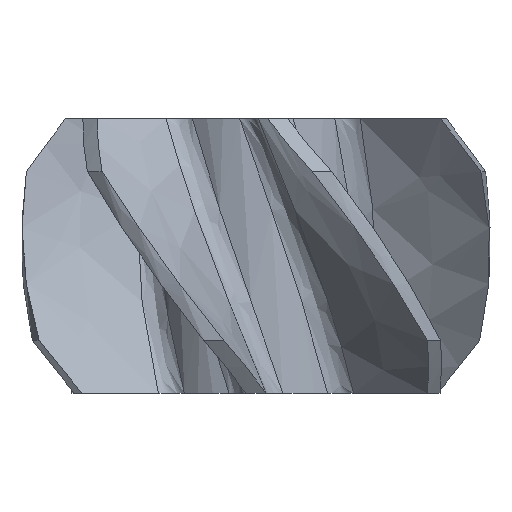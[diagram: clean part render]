
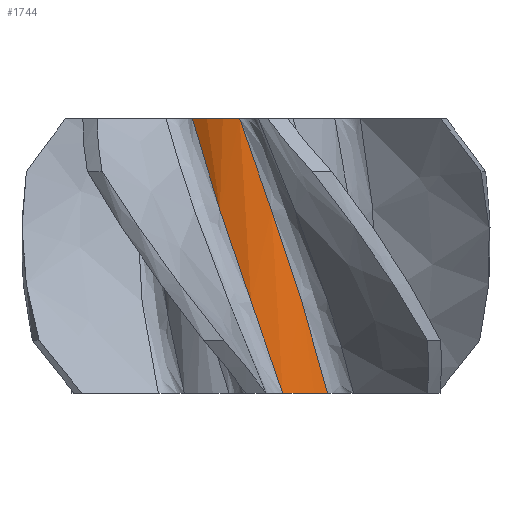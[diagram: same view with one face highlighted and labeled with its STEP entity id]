
A CAD part, front view. The second image highlights one B-rep face of the part: STEP entity #1744.
In plain terms, the highlighted cylindrical face has radius 10 mm (diameter 20 mm), a partial arc.
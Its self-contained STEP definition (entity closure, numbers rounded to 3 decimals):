
#158 = CARTESIAN_POINT ( 'NONE',  ( 0.698, -9.983, 5.629 ) ) ;
#195 = VERTEX_POINT ( 'NONE', #3731 ) ;
#483 = CARTESIAN_POINT ( 'NONE',  ( 7.039, -7.103, 0. ) ) ;
#1251 = ORIENTED_EDGE ( 'NONE', *, *, #4497, .T. ) ;
#1382 = CARTESIAN_POINT ( 'NONE',  ( 7.039, -7.103, 0. ) ) ;
#1424 = CARTESIAN_POINT ( 'NONE',  ( 2.298, -9.764, 15.752 ) ) ;
#1507 = CARTESIAN_POINT ( 'NONE',  ( 0., 0., 27. ) ) ;
#1680 = CARTESIAN_POINT ( 'NONE',  ( 1.867, -9.832, 2.252 ) ) ;
#1744 = ADVANCED_FACE ( 'NONE', ( #2200 ), #4674, .T. ) ;
#1870 = CIRCLE ( 'NONE', #3865, 10. ) ;
#1905 = CARTESIAN_POINT ( 'NONE',  ( 4.516, -8.957, 9. ) ) ;
#1930 = CARTESIAN_POINT ( 'NONE',  ( 3.796, -9.285, 11.249 ) ) ;
#1948 = CIRCLE ( 'NONE', #2674, 10. ) ;
#2077 = VERTEX_POINT ( 'NONE', #483 ) ;
#2200 = FACE_OUTER_BOUND ( 'NONE', #5285, .T. ) ;
#2278 = CARTESIAN_POINT ( 'NONE',  ( 0., 0., 55.284 ) ) ;
#2444 = CARTESIAN_POINT ( 'NONE',  ( 0., 0., 0. ) ) ;
#2459 = CARTESIAN_POINT ( 'NONE',  ( 1.523, -9.914, 17.999 ) ) ;
#2490 = CARTESIAN_POINT ( 'NONE',  ( -6.258, -7.8, 27. ) ) ;
#2496 = ORIENTED_EDGE ( 'NONE', *, *, #4085, .F. ) ;
#2527 = B_SPLINE_CURVE_WITH_KNOTS ( 'NONE', 3,
 ( #5374, #6466, #2716, #4877, #4854, #3776, #4363, #158, #4898, #1680, #4388, #6449 ),
 .UNSPECIFIED., .F., .F.,
 ( 4, 2, 2, 2, 2, 4 ),
 ( 0., 0.007, 0.014, 0.021, 0.025, 0.029 ),
 .UNSPECIFIED. ) ;
#2592 = AXIS2_PLACEMENT_3D ( 'NONE', #2278, #4983, #6579 ) ;
#2644 = ORIENTED_EDGE ( 'NONE', *, *, #3045, .T. ) ;
#2674 = AXIS2_PLACEMENT_3D ( 'NONE', #2444, #3989, #4564 ) ;
#2716 = CARTESIAN_POINT ( 'NONE',  ( -4.973, -8.711, 22.497 ) ) ;
#2989 = CARTESIAN_POINT ( 'NONE',  ( -0.829, -9.973, 24.748 ) ) ;
#3045 = EDGE_CURVE ( 'NONE', #195, #4225, #1870, .T. ) ;
#3731 = CARTESIAN_POINT ( 'NONE',  ( -1.61, -9.87, 27. ) ) ;
#3776 = CARTESIAN_POINT ( 'NONE',  ( -1.265, -9.951, 11.249 ) ) ;
#3865 = AXIS2_PLACEMENT_3D ( 'NONE', #1507, #5262, #5797 ) ;
#3989 = DIRECTION ( 'NONE',  ( 0., 0., -1. ) ) ;
#4048 = CARTESIAN_POINT ( 'NONE',  ( 0.35, -10.002, 21.371 ) ) ;
#4085 = EDGE_CURVE ( 'NONE', #2077, #5404, #1948, .T. ) ;
#4225 = VERTEX_POINT ( 'NONE', #2490 ) ;
#4363 = CARTESIAN_POINT ( 'NONE',  ( -0.478, -10.019, 9.002 ) ) ;
#4388 = CARTESIAN_POINT ( 'NONE',  ( 2.252, -9.751, 1.126 ) ) ;
#4497 = EDGE_CURVE ( 'NONE', #2077, #195, #4969, .T. ) ;
#4564 = DIRECTION ( 'NONE',  ( -1., 0., 0. ) ) ;
#4674 = CYLINDRICAL_SURFACE ( 'NONE', #2592, 10. ) ;
#4709 = CARTESIAN_POINT ( 'NONE',  ( -1.61, -9.87, 27. ) ) ;
#4854 = CARTESIAN_POINT ( 'NONE',  ( -2.804, -9.631, 15.752 ) ) ;
#4877 = CARTESIAN_POINT ( 'NONE',  ( -3.555, -9.38, 18.001 ) ) ;
#4898 = CARTESIAN_POINT ( 'NONE',  ( 1.09, -9.948, 4.504 ) ) ;
#4969 = B_SPLINE_CURVE_WITH_KNOTS ( 'NONE', 3,
 ( #1382, #5051, #5074, #1905, #1930, #1424, #2459, #4048, #6142, #2989, #6818, #4709 ),
 .UNSPECIFIED., .F., .F.,
 ( 4, 2, 2, 2, 2, 4 ),
 ( 0., 0.007, 0.014, 0.021, 0.025, 0.029 ),
 .UNSPECIFIED. ) ;
#4983 = DIRECTION ( 'NONE',  ( 0., 0., -1. ) ) ;
#5051 = CARTESIAN_POINT ( 'NONE',  ( 6.48, -7.657, 2.252 ) ) ;
#5074 = CARTESIAN_POINT ( 'NONE',  ( 5.857, -8.143, 4.503 ) ) ;
#5262 = DIRECTION ( 'NONE',  ( 0., 0., -1. ) ) ;
#5285 = EDGE_LOOP ( 'NONE', ( #2644, #5770, #2496, #1251 ) ) ;
#5374 = CARTESIAN_POINT ( 'NONE',  ( -6.258, -7.8, 27. ) ) ;
#5404 = VERTEX_POINT ( 'NONE', #6094 ) ;
#5770 = ORIENTED_EDGE ( 'NONE', *, *, #6264, .T. ) ;
#5797 = DIRECTION ( 'NONE',  ( 1., 0., 0. ) ) ;
#6094 = CARTESIAN_POINT ( 'NONE',  ( 2.633, -9.647, 0. ) ) ;
#6142 = CARTESIAN_POINT ( 'NONE',  ( -0.044, -10.008, 22.496 ) ) ;
#6264 = EDGE_CURVE ( 'NONE', #4225, #5404, #2527, .T. ) ;
#6449 = CARTESIAN_POINT ( 'NONE',  ( 2.633, -9.647, 0. ) ) ;
#6466 = CARTESIAN_POINT ( 'NONE',  ( -5.644, -8.292, 24.748 ) ) ;
#6579 = DIRECTION ( 'NONE',  ( -1., 0., 0. ) ) ;
#6818 = CARTESIAN_POINT ( 'NONE',  ( -1.22, -9.933, 25.874 ) ) ;
